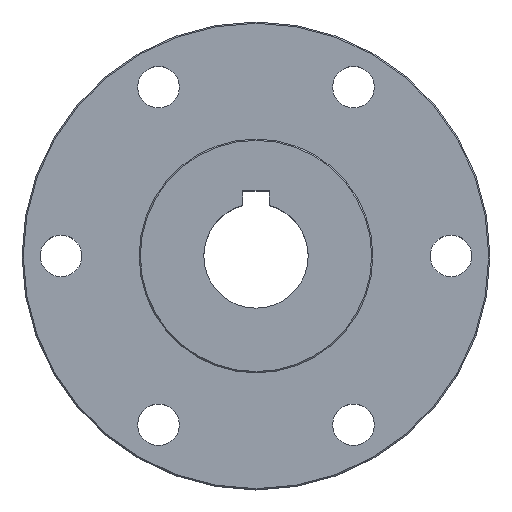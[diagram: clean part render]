
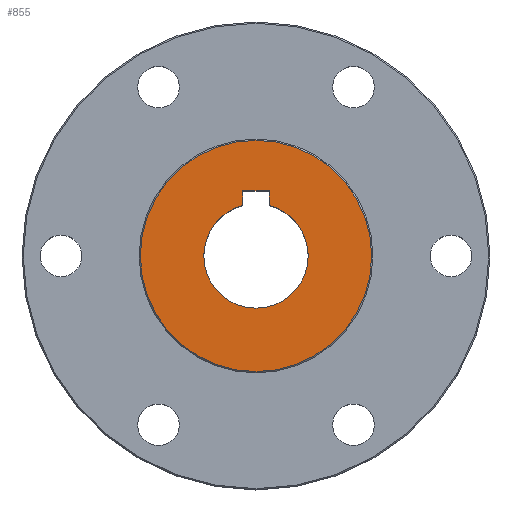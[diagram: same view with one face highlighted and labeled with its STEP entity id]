
A CAD part, top view. The second image highlights one B-rep face of the part: STEP entity #855.
In plain terms, the highlighted planar face has unit normal (0, 0, 1).
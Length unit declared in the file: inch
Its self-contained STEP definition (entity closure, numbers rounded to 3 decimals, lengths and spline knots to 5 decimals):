
#5 = AXIS2_PLACEMENT_3D ( 'NONE', #930, #932, #933 ) ;
#7 = AXIS2_PLACEMENT_3D ( 'NONE', #922, #928, #929 ) ;
#63 = EDGE_CURVE ( 'NONE', #588, #617, #452, .T. ) ;
#64 = EDGE_CURVE ( 'NONE', #619, #591, #451, .T. ) ;
#65 = EDGE_CURVE ( 'NONE', #576, #575, #456, .T. ) ;
#66 = EDGE_CURVE ( 'NONE', #617, #618, #455, .T. ) ;
#67 = EDGE_CURVE ( 'NONE', #618, #619, #454, .T. ) ;
#103 = EDGE_CURVE ( 'NONE', #575, #576, #509, .T. ) ;
#119 = EDGE_CURVE ( 'NONE', #591, #587, #535, .T. ) ;
#120 = EDGE_CURVE ( 'NONE', #587, #588, #537, .T. ) ;
#207 = EDGE_LOOP ( 'NONE', ( #288, #289 ) ) ;
#210 = EDGE_LOOP ( 'NONE', ( #290, #291, #292, #293, #294, #295 ) ) ;
#288 = ORIENTED_EDGE ( 'NONE', *, *, #65, .T. ) ;
#289 = ORIENTED_EDGE ( 'NONE', *, *, #103, .T. ) ;
#290 = ORIENTED_EDGE ( 'NONE', *, *, #66, .F. ) ;
#291 = ORIENTED_EDGE ( 'NONE', *, *, #63, .F. ) ;
#292 = ORIENTED_EDGE ( 'NONE', *, *, #120, .F. ) ;
#293 = ORIENTED_EDGE ( 'NONE', *, *, #119, .F. ) ;
#294 = ORIENTED_EDGE ( 'NONE', *, *, #64, .F. ) ;
#295 = ORIENTED_EDGE ( 'NONE', *, *, #67, .F. ) ;
#446 = VECTOR ( 'NONE', #737, 39.37008 ) ;
#449 = VECTOR ( 'NONE', #742, 39.37008 ) ;
#451 = LINE ( 'NONE', #731, #446 ) ;
#452 = CIRCLE ( 'NONE', #1268, 0.251 ) ;
#454 = LINE ( 'NONE', #741, #457 ) ;
#455 = LINE ( 'NONE', #736, #449 ) ;
#456 = CIRCLE ( 'NONE', #1269, 0.556 ) ;
#457 = VECTOR ( 'NONE', #745, 39.37008 ) ;
#509 = CIRCLE ( 'NONE', #827, 0.556 ) ;
#535 = CIRCLE ( 'NONE', #7, 0.251 ) ;
#537 = CIRCLE ( 'NONE', #5, 0.251 ) ;
#575 = VERTEX_POINT ( 'NONE', #960 ) ;
#576 = VERTEX_POINT ( 'NONE', #961 ) ;
#587 = VERTEX_POINT ( 'NONE', #972 ) ;
#588 = VERTEX_POINT ( 'NONE', #973 ) ;
#591 = VERTEX_POINT ( 'NONE', #976 ) ;
#617 = VERTEX_POINT ( 'NONE', #1002 ) ;
#618 = VERTEX_POINT ( 'NONE', #1003 ) ;
#619 = VERTEX_POINT ( 'NONE', #1004 ) ;
#727 = CARTESIAN_POINT ( 'NONE',  ( 0., 0., 0.25 ) ) ;
#731 = CARTESIAN_POINT ( 'NONE',  ( -0.064, 0.2427, 0.25 ) ) ;
#734 = DIRECTION ( 'NONE',  ( 0., 0., 1. ) ) ;
#735 = DIRECTION ( 'NONE',  ( 1., 0., 0. ) ) ;
#736 = CARTESIAN_POINT ( 'NONE',  ( 0.064, 0.314, 0.25 ) ) ;
#737 = DIRECTION ( 'NONE',  ( 0., -1., 0. ) ) ;
#738 = CARTESIAN_POINT ( 'NONE',  ( 0., 0., 0.25 ) ) ;
#739 = DIRECTION ( 'NONE',  ( 0., 0., 1. ) ) ;
#740 = DIRECTION ( 'NONE',  ( 1., 0., 0. ) ) ;
#741 = CARTESIAN_POINT ( 'NONE',  ( -0.064, 0.314, 0.25 ) ) ;
#742 = DIRECTION ( 'NONE',  ( 0., 1., 0. ) ) ;
#745 = DIRECTION ( 'NONE',  ( -1., 0., 0. ) ) ;
#827 = AXIS2_PLACEMENT_3D ( 'NONE', #887, #889, #890 ) ;
#855 = ADVANCED_FACE ( 'NONE', ( #1190, #1195 ), #1087, .T. ) ;
#887 = CARTESIAN_POINT ( 'NONE',  ( 0., 0., 0.25 ) ) ;
#889 = DIRECTION ( 'NONE',  ( 0., 0., 1. ) ) ;
#890 = DIRECTION ( 'NONE',  ( 1., 0., 0. ) ) ;
#922 = CARTESIAN_POINT ( 'NONE',  ( 0., 0., 0.25 ) ) ;
#928 = DIRECTION ( 'NONE',  ( 0., 0., 1. ) ) ;
#929 = DIRECTION ( 'NONE',  ( 1., 0., 0. ) ) ;
#930 = CARTESIAN_POINT ( 'NONE',  ( 0., 0., 0.25 ) ) ;
#932 = DIRECTION ( 'NONE',  ( 0., 0., 1. ) ) ;
#933 = DIRECTION ( 'NONE',  ( 1., 0., 0. ) ) ;
#960 = CARTESIAN_POINT ( 'NONE',  ( 0.556, 0., 0.25 ) ) ;
#961 = CARTESIAN_POINT ( 'NONE',  ( -0.556, 0., 0.25 ) ) ;
#972 = CARTESIAN_POINT ( 'NONE',  ( -0.251, 0., 0.25 ) ) ;
#973 = CARTESIAN_POINT ( 'NONE',  ( 0.251, 0., 0.25 ) ) ;
#976 = CARTESIAN_POINT ( 'NONE',  ( -0.064, 0.2427, 0.25 ) ) ;
#1002 = CARTESIAN_POINT ( 'NONE',  ( 0.064, 0.2427, 0.25 ) ) ;
#1003 = CARTESIAN_POINT ( 'NONE',  ( 0.064, 0.314, 0.25 ) ) ;
#1004 = CARTESIAN_POINT ( 'NONE',  ( -0.064, 0.314, 0.25 ) ) ;
#1086 = CARTESIAN_POINT ( 'NONE',  ( 0., 0., 0.25 ) ) ;
#1087 = PLANE ( 'NONE',  #1297 ) ;
#1088 = DIRECTION ( 'NONE',  ( 0., 0., 1. ) ) ;
#1089 = DIRECTION ( 'NONE',  ( 1., 0., 0. ) ) ;
#1190 = FACE_OUTER_BOUND ( 'NONE', #207, .T. ) ;
#1195 = FACE_BOUND ( 'NONE', #210, .T. ) ;
#1268 = AXIS2_PLACEMENT_3D ( 'NONE', #727, #734, #735 ) ;
#1269 = AXIS2_PLACEMENT_3D ( 'NONE', #738, #739, #740 ) ;
#1297 = AXIS2_PLACEMENT_3D ( 'NONE', #1086, #1088, #1089 ) ;
